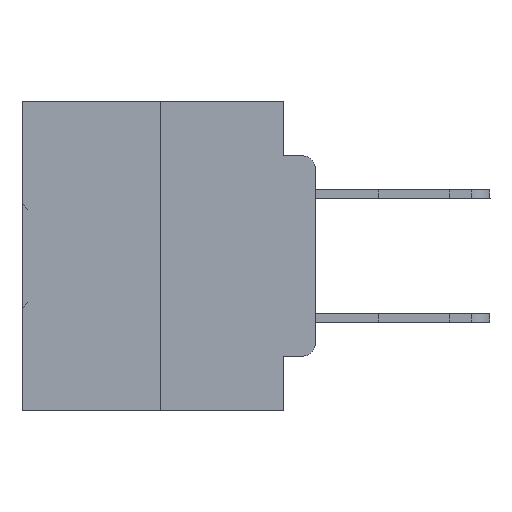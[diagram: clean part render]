
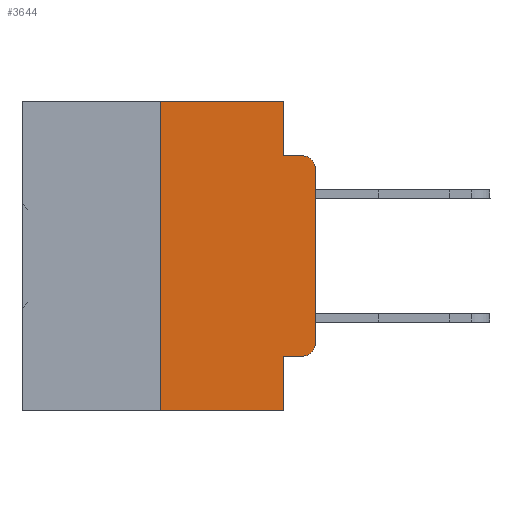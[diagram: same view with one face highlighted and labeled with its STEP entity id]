
A CAD part, left-side view. The second image highlights one B-rep face of the part: STEP entity #3644.
In plain terms, the highlighted planar face has unit normal (-1, 0, 0).
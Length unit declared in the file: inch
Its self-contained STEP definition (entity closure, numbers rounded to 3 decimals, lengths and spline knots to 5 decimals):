
#549 = CIRCLE ( 'NONE', #35074, 0.02 ) ;
#742 = CARTESIAN_POINT ( 'NONE',  ( 0., 0.02, -0.0885 ) ) ;
#1024 = DIRECTION ( 'NONE',  ( 0., 0., -1. ) ) ;
#1286 = DIRECTION ( 'NONE',  ( 0., -1., 0. ) ) ;
#2355 = CARTESIAN_POINT ( 'NONE',  ( 0., 0.051, 0. ) ) ;
#2773 = AXIS2_PLACEMENT_3D ( 'NONE', #10032, #10235, #9605 ) ;
#3644 = ADVANCED_FACE ( 'NONE', ( #18554 ), #11907, .F. ) ;
#4385 = EDGE_CURVE ( 'NONE', #7979, #27908, #32254, .T. ) ;
#4532 = DIRECTION ( 'NONE',  ( 0., 0., 1. ) ) ;
#4552 = ORIENTED_EDGE ( 'NONE', *, *, #22678, .F. ) ;
#4632 = CARTESIAN_POINT ( 'NONE',  ( 0., 0., 0. ) ) ;
#4908 = EDGE_CURVE ( 'NONE', #12462, #22092, #14400, .T. ) ;
#5265 = CARTESIAN_POINT ( 'NONE',  ( 0., 0., -0.3915 ) ) ;
#5861 = LINE ( 'NONE', #22757, #34600 ) ;
#6014 = ORIENTED_EDGE ( 'NONE', *, *, #24571, .F. ) ;
#6067 = CARTESIAN_POINT ( 'NONE',  ( 0., 0.051, -0.4115 ) ) ;
#6443 = ORIENTED_EDGE ( 'NONE', *, *, #4908, .T. ) ;
#6520 = ORIENTED_EDGE ( 'NONE', *, *, #28339, .F. ) ;
#6683 = LINE ( 'NONE', #32492, #36293 ) ;
#6740 = ORIENTED_EDGE ( 'NONE', *, *, #35951, .T. ) ;
#7979 = VERTEX_POINT ( 'NONE', #5265 ) ;
#8341 = VERTEX_POINT ( 'NONE', #742 ) ;
#9441 = VECTOR ( 'NONE', #4532, 39.37008 ) ;
#9605 = DIRECTION ( 'NONE',  ( 0., 0., -1. ) ) ;
#10032 = CARTESIAN_POINT ( 'NONE',  ( 0., 0.473, 0. ) ) ;
#10235 = DIRECTION ( 'NONE',  ( 1., 0., 0. ) ) ;
#11870 = CARTESIAN_POINT ( 'NONE',  ( 0., 0.02, -0.1085 ) ) ;
#11907 = PLANE ( 'NONE',  #2773 ) ;
#12462 = VERTEX_POINT ( 'NONE', #25291 ) ;
#12537 = DIRECTION ( 'NONE',  ( 0., 0., -1. ) ) ;
#12641 = AXIS2_PLACEMENT_3D ( 'NONE', #11870, #31825, #14772 ) ;
#12710 = CARTESIAN_POINT ( 'NONE',  ( 0., 0.051, -0.5 ) ) ;
#13847 = ORIENTED_EDGE ( 'NONE', *, *, #34636, .F. ) ;
#14044 = VERTEX_POINT ( 'NONE', #22040 ) ;
#14400 = LINE ( 'NONE', #25659, #28642 ) ;
#14479 = CIRCLE ( 'NONE', #12641, 0.02 ) ;
#14772 = DIRECTION ( 'NONE',  ( 0., 0., -1. ) ) ;
#14977 = EDGE_CURVE ( 'NONE', #17086, #7979, #549, .T. ) ;
#15183 = DIRECTION ( 'NONE',  ( -1., 0., 0. ) ) ;
#17086 = VERTEX_POINT ( 'NONE', #32310 ) ;
#18215 = VERTEX_POINT ( 'NONE', #29234 ) ;
#18441 = VERTEX_POINT ( 'NONE', #30208 ) ;
#18554 = FACE_OUTER_BOUND ( 'NONE', #32688, .T. ) ;
#18859 = EDGE_CURVE ( 'NONE', #14044, #17086, #21572, .T. ) ;
#18877 = DIRECTION ( 'NONE',  ( 0., -1., 0. ) ) ;
#19808 = VECTOR ( 'NONE', #1286, 39.37008 ) ;
#20506 = ORIENTED_EDGE ( 'NONE', *, *, #18859, .T. ) ;
#20692 = VECTOR ( 'NONE', #34790, 39.37008 ) ;
#20706 = LINE ( 'NONE', #35798, #19808 ) ;
#21240 = CARTESIAN_POINT ( 'NONE',  ( 0., 0.25, 0. ) ) ;
#21437 = CARTESIAN_POINT ( 'NONE',  ( 0., 0.051, 0. ) ) ;
#21572 = LINE ( 'NONE', #6067, #20692 ) ;
#22040 = CARTESIAN_POINT ( 'NONE',  ( 0., 0.051, -0.4115 ) ) ;
#22092 = VERTEX_POINT ( 'NONE', #12710 ) ;
#22109 = ORIENTED_EDGE ( 'NONE', *, *, #30238, .F. ) ;
#22678 = EDGE_CURVE ( 'NONE', #14044, #22092, #6683, .T. ) ;
#22757 = CARTESIAN_POINT ( 'NONE',  ( 0., 0.473, 0. ) ) ;
#24571 = EDGE_CURVE ( 'NONE', #12462, #18215, #32574, .T. ) ;
#24812 = VECTOR ( 'NONE', #1024, 39.37008 ) ;
#25291 = CARTESIAN_POINT ( 'NONE',  ( 0., 0.25, -0.5 ) ) ;
#25659 = CARTESIAN_POINT ( 'NONE',  ( 0., 0.473, -0.5 ) ) ;
#27498 = ORIENTED_EDGE ( 'NONE', *, *, #14977, .T. ) ;
#27908 = VERTEX_POINT ( 'NONE', #36561 ) ;
#28339 = EDGE_CURVE ( 'NONE', #35264, #18441, #32342, .T. ) ;
#28642 = VECTOR ( 'NONE', #18877, 39.37008 ) ;
#29234 = CARTESIAN_POINT ( 'NONE',  ( 0., 0.25, 0. ) ) ;
#29744 = DIRECTION ( 'NONE',  ( 0., 0., 1. ) ) ;
#30208 = CARTESIAN_POINT ( 'NONE',  ( 0., 0.051, -0.0885 ) ) ;
#30238 = EDGE_CURVE ( 'NONE', #18441, #8341, #20706, .T. ) ;
#31678 = VECTOR ( 'NONE', #29744, 39.37008 ) ;
#31825 = DIRECTION ( 'NONE',  ( -1., 0., 0. ) ) ;
#32247 = CARTESIAN_POINT ( 'NONE',  ( 0., 0.02, -0.3915 ) ) ;
#32254 = LINE ( 'NONE', #4632, #9441 ) ;
#32310 = CARTESIAN_POINT ( 'NONE',  ( 0., 0.02, -0.4115 ) ) ;
#32342 = LINE ( 'NONE', #21437, #24812 ) ;
#32492 = CARTESIAN_POINT ( 'NONE',  ( 0., 0.051, 0. ) ) ;
#32574 = LINE ( 'NONE', #21240, #31678 ) ;
#32688 = EDGE_LOOP ( 'NONE', ( #36473, #6740, #22109, #6520, #13847, #6014, #6443, #4552, #20506, #27498 ) ) ;
#34600 = VECTOR ( 'NONE', #36857, 39.37008 ) ;
#34636 = EDGE_CURVE ( 'NONE', #18215, #35264, #5861, .T. ) ;
#34790 = DIRECTION ( 'NONE',  ( 0., -1., 0. ) ) ;
#35074 = AXIS2_PLACEMENT_3D ( 'NONE', #32247, #15183, #35096 ) ;
#35096 = DIRECTION ( 'NONE',  ( 0., 0., -1. ) ) ;
#35264 = VERTEX_POINT ( 'NONE', #2355 ) ;
#35798 = CARTESIAN_POINT ( 'NONE',  ( 0., 0.051, -0.0885 ) ) ;
#35951 = EDGE_CURVE ( 'NONE', #27908, #8341, #14479, .T. ) ;
#36293 = VECTOR ( 'NONE', #12537, 39.37008 ) ;
#36473 = ORIENTED_EDGE ( 'NONE', *, *, #4385, .T. ) ;
#36561 = CARTESIAN_POINT ( 'NONE',  ( 0., 0., -0.1085 ) ) ;
#36857 = DIRECTION ( 'NONE',  ( 0., -1., 0. ) ) ;
